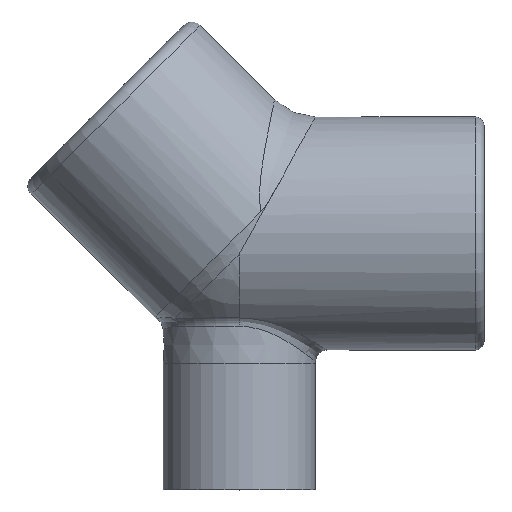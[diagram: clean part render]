
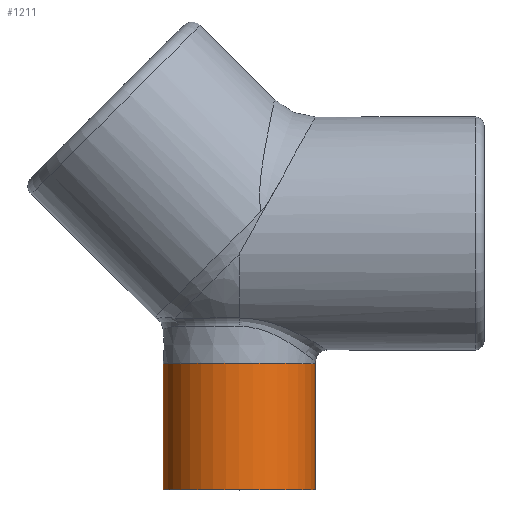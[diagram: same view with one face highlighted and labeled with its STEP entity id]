
A CAD part, top view. The second image highlights one B-rep face of the part: STEP entity #1211.
In plain terms, the highlighted cylindrical face has radius 10.363 mm (diameter 20.726 mm), a full revolution.
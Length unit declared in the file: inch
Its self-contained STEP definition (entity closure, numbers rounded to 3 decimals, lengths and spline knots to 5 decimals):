
#84=CYLINDRICAL_SURFACE('',#1375,0.408);
#157=FACE_OUTER_BOUND('',#235,.T.);
#235=EDGE_LOOP('',(#1078,#1079,#1080,#1081,#1082,#1083));
#261=LINE('',#4543,#272);
#272=VECTOR('',#1668,0.408);
#275=CIRCLE('',#1249,0.408);
#276=CIRCLE('',#1250,0.408);
#357=CIRCLE('',#1376,0.408);
#358=CIRCLE('',#1377,0.408);
#448=VERTEX_POINT('',#1785);
#449=VERTEX_POINT('',#1787);
#560=VERTEX_POINT('',#4540);
#561=VERTEX_POINT('',#4541);
#569=EDGE_CURVE('',#449,#448,#275,.F.);
#570=EDGE_CURVE('',#448,#449,#276,.F.);
#741=EDGE_CURVE('',#560,#561,#357,.T.);
#742=EDGE_CURVE('',#561,#449,#261,.T.);
#743=EDGE_CURVE('',#561,#560,#358,.T.);
#1078=ORIENTED_EDGE('',*,*,#741,.T.);
#1079=ORIENTED_EDGE('',*,*,#742,.T.);
#1080=ORIENTED_EDGE('',*,*,#569,.T.);
#1081=ORIENTED_EDGE('',*,*,#570,.T.);
#1082=ORIENTED_EDGE('',*,*,#742,.F.);
#1083=ORIENTED_EDGE('',*,*,#743,.T.);
#1211=ADVANCED_FACE('',(#157),#84,.T.);
#1249=AXIS2_PLACEMENT_3D('',#1788,#1403,#1404);
#1250=AXIS2_PLACEMENT_3D('',#1789,#1405,#1406);
#1375=AXIS2_PLACEMENT_3D('',#4539,#1664,#1665);
#1376=AXIS2_PLACEMENT_3D('',#4542,#1666,#1667);
#1377=AXIS2_PLACEMENT_3D('',#4544,#1669,#1670);
#1403=DIRECTION('center_axis',(0.,1.,0.));
#1404=DIRECTION('ref_axis',(0.,0.,1.));
#1405=DIRECTION('center_axis',(0.,1.,0.));
#1406=DIRECTION('ref_axis',(0.,0.,1.));
#1664=DIRECTION('center_axis',(0.,-1.,0.));
#1665=DIRECTION('ref_axis',(0.,0.,-1.));
#1666=DIRECTION('center_axis',(0.,1.,0.));
#1667=DIRECTION('ref_axis',(1.,0.,0.));
#1668=DIRECTION('',(0.,1.,0.));
#1669=DIRECTION('center_axis',(0.,1.,0.));
#1670=DIRECTION('ref_axis',(1.,0.,0.));
#1785=CARTESIAN_POINT('',(0.,-0.69789,-0.408));
#1787=CARTESIAN_POINT('',(0.,-0.69789,0.408));
#1788=CARTESIAN_POINT('Origin',(0.,-0.69789,0.));
#1789=CARTESIAN_POINT('Origin',(0.,-0.69789,0.));
#4539=CARTESIAN_POINT('Origin',(0.,-0.375,0.));
#4540=CARTESIAN_POINT('',(0.408,-1.375,0.));
#4541=CARTESIAN_POINT('',(0.,-1.375,0.408));
#4542=CARTESIAN_POINT('Origin',(0.,-1.375,0.));
#4543=CARTESIAN_POINT('',(0.,-0.375,0.408));
#4544=CARTESIAN_POINT('Origin',(0.,-1.375,0.));
